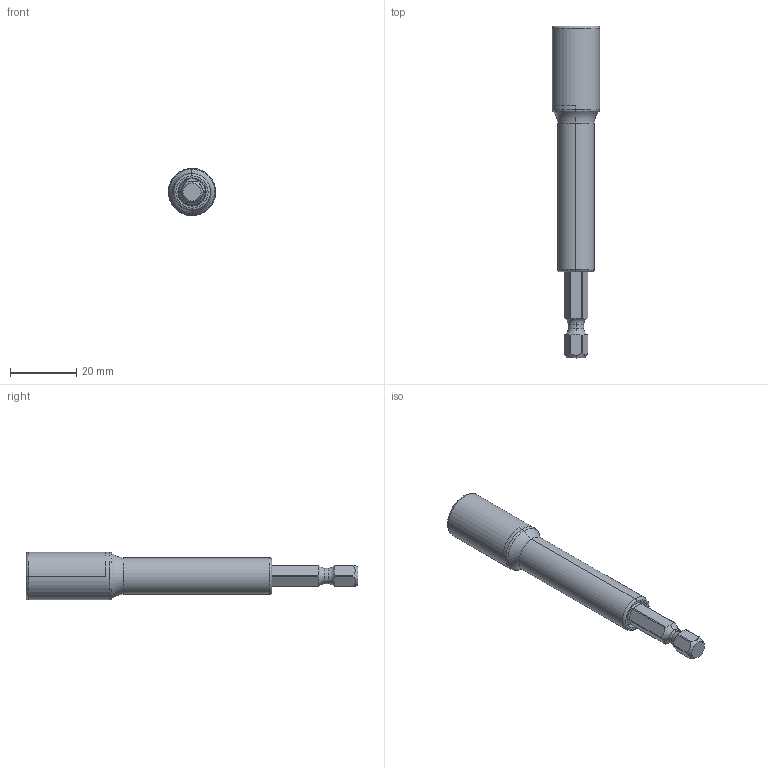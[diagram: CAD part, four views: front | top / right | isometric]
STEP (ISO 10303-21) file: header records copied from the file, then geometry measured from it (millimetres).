
FILE_DESCRIPTION((''),'2;1');
FILE_NAME('4027106707_ASM','2023-09-01T10:36:29',('a00565553'),(''),'CREO PARAMETRIC BY PTC INC, 2022414','CREO PARAMETRIC BY PTC INC, 2022414','');
FILE_SCHEMA(('CONFIG_CONTROL_DESIGN','GEOMETRIC_VALIDATION_PROPERTIES_MIM'));
Length unit declared in the file: millimetre
Products named in the file (3): 4027911294; 4027041063; 4027106707_ASM
Assembly tree (2 placements, depth 2):
  4027106707_ASM
    4027911294
    4027041063
Bounding box: 14.29 x 100 x 14.29 mm (x, y, z)
Volume: 8896.5 mm3; surface area: 8267.6 mm2
Topology: 3 solids, 3 shells, 106 faces, 250 edges, 151 vertices
Faces by surface type: cylinder 40, torus 28, plane 26, cone 12
Entity records: 4362 total; most frequent: CARTESIAN_POINT 905, DIRECTION 540, ORIENTED_EDGE 496, PRESENTATION_STYLE_ASSIGNMENT 256, STYLED_ITEM 253, CURVE_STYLE 248, EDGE_CURVE 248, AXIS2_PLACEMENT_3D 231
